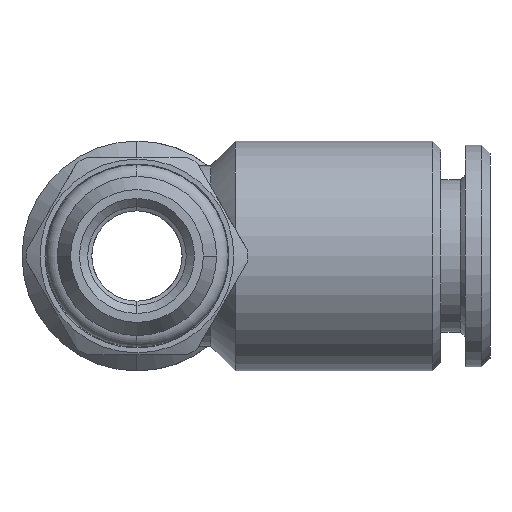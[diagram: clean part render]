
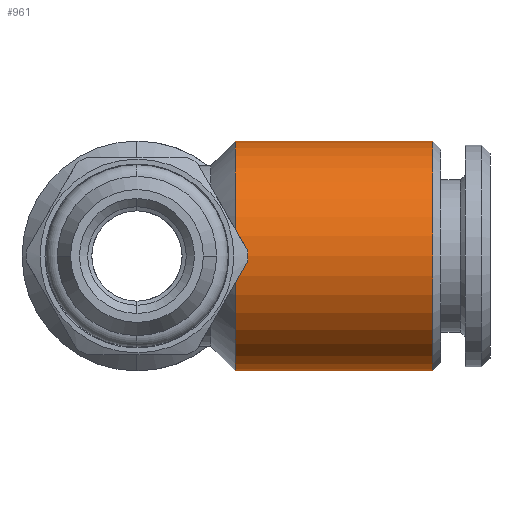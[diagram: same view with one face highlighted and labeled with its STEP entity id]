
A CAD part, front view. The second image highlights one B-rep face of the part: STEP entity #961.
In plain terms, the highlighted cylindrical face has radius 7 mm (diameter 14 mm), a partial arc.
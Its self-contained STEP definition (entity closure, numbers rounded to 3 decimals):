
#361 = VERTEX_POINT ( 'NONE', #2041 ) ;
#363 = VERTEX_POINT ( 'NONE', #2040 ) ;
#441 = VERTEX_POINT ( 'NONE', #2302 ) ;
#459 = VERTEX_POINT ( 'NONE', #2168 ) ;
#462 = EDGE_CURVE ( 'NONE', #441, #361, #2167, .T. ) ;
#552 = EDGE_CURVE ( 'NONE', #459, #441, #2467, .T. ) ;
#564 = EDGE_CURVE ( 'NONE', #363, #361, #2489, .T. ) ;
#925 = ORIENTED_EDGE ( 'NONE', *, *, #552, .F. ) ;
#926 = ORIENTED_EDGE ( 'NONE', *, *, #927, .T. ) ;
#927 = EDGE_CURVE ( 'NONE', #459, #363, #3132, .T. ) ;
#928 = ORIENTED_EDGE ( 'NONE', *, *, #564, .T. ) ;
#953 = ORIENTED_EDGE ( 'NONE', *, *, #462, .F. ) ;
#961 = ADVANCED_FACE ( 'NONE', ( #3183 ), #3404, .T. ) ;
#962 = EDGE_LOOP ( 'NONE', ( #925, #926, #928, #953 ) ) ;
#2040 = CARTESIAN_POINT ( 'NONE',  ( 18., 0., 7. ) ) ;
#2041 = CARTESIAN_POINT ( 'NONE',  ( 6., 0., 7. ) ) ;
#2163 = DIRECTION ( 'NONE',  ( 0., 0., 1. ) ) ;
#2164 = DIRECTION ( 'NONE',  ( -1., 0., 0. ) ) ;
#2165 = CARTESIAN_POINT ( 'NONE',  ( 6., 0., 0. ) ) ;
#2166 = AXIS2_PLACEMENT_3D ( 'NONE', #2165, #2164, #2163 ) ;
#2167 = CIRCLE ( 'NONE', #2166, 7. ) ;
#2168 = CARTESIAN_POINT ( 'NONE',  ( 18., 0., -7. ) ) ;
#2302 = CARTESIAN_POINT ( 'NONE',  ( 6., 0., -7. ) ) ;
#2467 = LINE ( 'NONE', #2519, #2561 ) ;
#2485 = DIRECTION ( 'NONE',  ( -1., 0., 0. ) ) ;
#2486 = DIRECTION ( 'NONE',  ( -1., 0., 0. ) ) ;
#2487 = VECTOR ( 'NONE', #2486, 1000. ) ;
#2488 = CARTESIAN_POINT ( 'NONE',  ( -3.45, 0., 7. ) ) ;
#2489 = LINE ( 'NONE', #2488, #2487 ) ;
#2519 = CARTESIAN_POINT ( 'NONE',  ( -3.45, 0., -7. ) ) ;
#2561 = VECTOR ( 'NONE', #2485, 1000. ) ;
#3128 = DIRECTION ( 'NONE',  ( 0., 0., 1. ) ) ;
#3129 = DIRECTION ( 'NONE',  ( -1., 0., 0. ) ) ;
#3130 = CARTESIAN_POINT ( 'NONE',  ( 18., 0., 0. ) ) ;
#3131 = AXIS2_PLACEMENT_3D ( 'NONE', #3130, #3129, #3128 ) ;
#3132 = CIRCLE ( 'NONE', #3131, 7. ) ;
#3183 = FACE_OUTER_BOUND ( 'NONE', #962, .T. ) ;
#3222 = CARTESIAN_POINT ( 'NONE',  ( -3.45, 0., 0. ) ) ;
#3225 = AXIS2_PLACEMENT_3D ( 'NONE', #3222, #3376, #3375 ) ;
#3375 = DIRECTION ( 'NONE',  ( 0., 0., 1. ) ) ;
#3376 = DIRECTION ( 'NONE',  ( -1., 0., 0. ) ) ;
#3404 = CYLINDRICAL_SURFACE ( 'NONE', #3225, 7. ) ;
